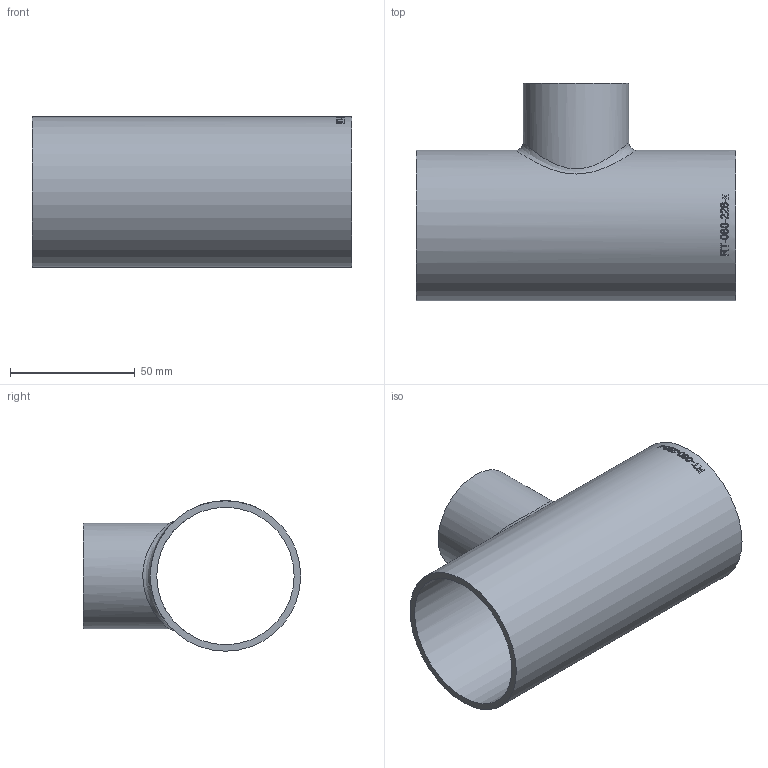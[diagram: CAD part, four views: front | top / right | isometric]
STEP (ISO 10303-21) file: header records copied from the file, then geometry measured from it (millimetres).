
FILE_DESCRIPTION (( 'STEP AP214' ), '1' );
FILE_NAME ('RT-060-226-x T-Stück Ø60,3x2,6-Ø42,4x2,3 BL128 1910.STEP', '2019-10-21T12:19:16', ( '' ), ( '' ), 'SwSTEP 2.0', 'SolidWorks 2016', '' );
FILE_SCHEMA (( 'AUTOMOTIVE_DESIGN' ));
Length unit declared in the file: millimetre
Products named in the file (1): RT-060-226-x T-Stück Ø60,3x2,6-Ø42,4x2,3 BL128 1910
Bounding box: 128 x 87.15 x 60.3 mm (x, y, z)
Volume: 66086.4 mm3; surface area: 52824.1 mm2
Topology: 1 solids, 1 shells, 158 faces, 415 edges, 276 vertices
Faces by surface type: bspline 95, plane 42, cylinder 21
Full cylindrical faces by diameter (mm): 37.8 x1, 42.4 x1, 55.1 x1, 60.3 x1
Entity records: 19762 total; most frequent: CARTESIAN_POINT 15082, ORIENTED_EDGE 812, EDGE_CURVE 406, DIRECTION 296, B_SPLINE_CURVE_WITH_KNOTS 292, VERTEX_POINT 274, EDGE_LOOP 186, FACE_OUTER_BOUND 164
